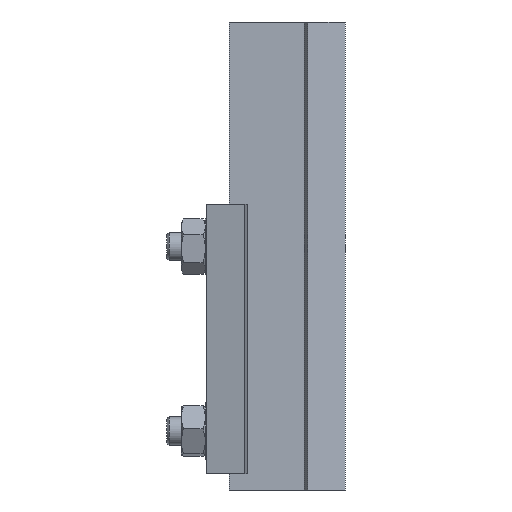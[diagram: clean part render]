
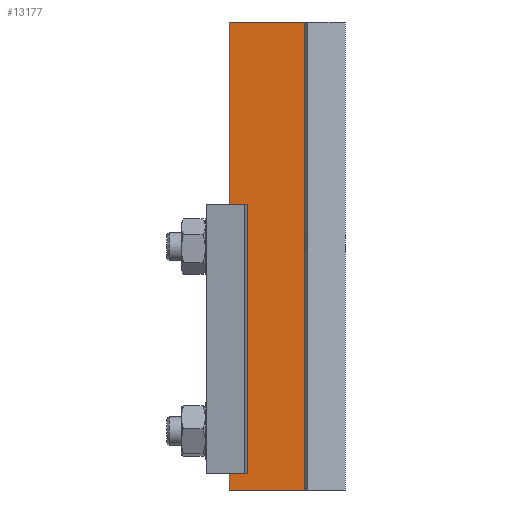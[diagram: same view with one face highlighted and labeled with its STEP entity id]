
A CAD part, left-side view. The second image highlights one B-rep face of the part: STEP entity #13177.
In plain terms, the highlighted face is planar.
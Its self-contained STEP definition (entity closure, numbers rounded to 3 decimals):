
#12951=DIRECTION('',(0.,-1.,0.));
#12952=VECTOR('',#12951,36.799);
#12953=CARTESIAN_POINT('',(0.,0.,165.));
#12954=LINE('',#12953,#12952);
#12995=DIRECTION('',(0.,-1.,0.));
#12996=VECTOR('',#12995,36.799);
#12997=CARTESIAN_POINT('',(0.,0.,0.));
#12998=LINE('',#12997,#12996);
#12999=DIRECTION('',(0.,0.,1.));
#13000=VECTOR('',#12999,165.);
#13001=CARTESIAN_POINT('',(0.,-36.799,0.));
#13002=LINE('',#13001,#13000);
#13003=DIRECTION('',(0.,0.,1.));
#13004=VECTOR('',#13003,165.);
#13005=CARTESIAN_POINT('',(0.,0.,0.));
#13006=LINE('',#13005,#13004);
#13031=CARTESIAN_POINT('',(0.,0.,0.));
#13033=VERTEX_POINT('',#13031);
#13039=CARTESIAN_POINT('',(0.,0.,165.));
#13040=VERTEX_POINT('',#13039);
#13059=CARTESIAN_POINT('',(0.,-36.799,0.));
#13060=CARTESIAN_POINT('',(0.,-36.799,165.));
#13061=VERTEX_POINT('',#13059);
#13062=VERTEX_POINT('',#13060);
#13165=CARTESIAN_POINT('',(0.,0.,165.));
#13166=DIRECTION('',(1.,0.,0.));
#13167=DIRECTION('',(0.,1.,0.));
#13168=AXIS2_PLACEMENT_3D('',#13165,#13166,#13167);
#13169=PLANE('',#13168);
#13170=ORIENTED_EDGE('',*,*,#13132,.T.);
#13172=ORIENTED_EDGE('',*,*,#13171,.T.);
#13173=ORIENTED_EDGE('',*,*,#13090,.F.);
#13174=ORIENTED_EDGE('',*,*,#13158,.F.);
#13175=EDGE_LOOP('',(#13170,#13172,#13173,#13174));
#13176=FACE_OUTER_BOUND('',#13175,.F.);
#13177=ADVANCED_FACE('',(#13176),#13169,.T.);
#13090=EDGE_CURVE('',#13040,#13062,#12954,.T.);
#13132=EDGE_CURVE('',#13033,#13061,#12998,.T.);
#13158=EDGE_CURVE('',#13033,#13040,#13006,.T.);
#13171=EDGE_CURVE('',#13061,#13062,#13002,.T.);
